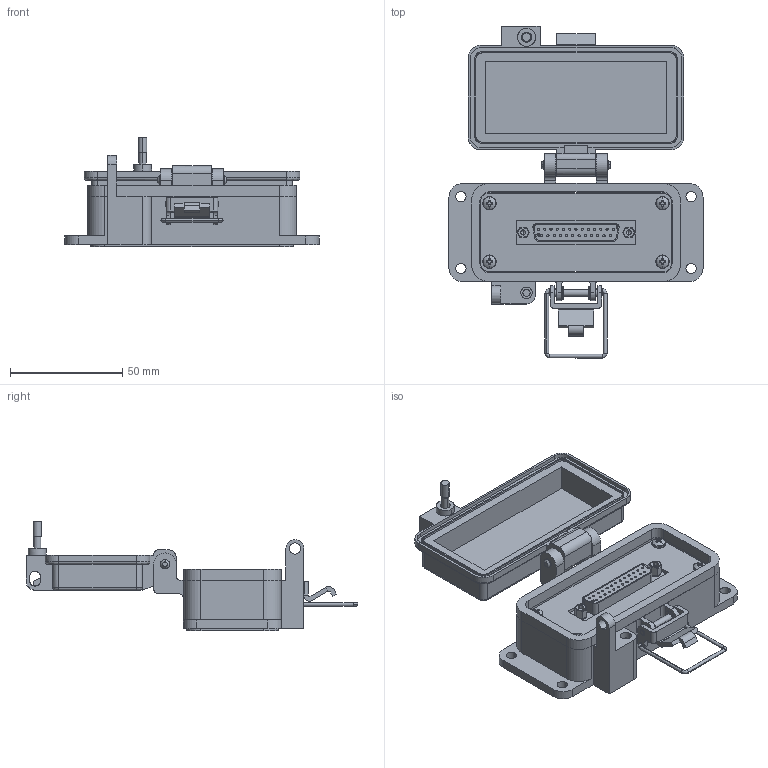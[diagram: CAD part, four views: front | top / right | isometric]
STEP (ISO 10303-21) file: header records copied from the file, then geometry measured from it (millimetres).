
FILE_DESCRIPTION (( 'STEP AP203' ), '1' );
FILE_NAME ('P-Q8-F3RX_3D.STEP', '2021-10-25T17:28:26', ( '' ), ( '' ), 'SwSTEP 2.0', 'SolidWorks 2019', '' );
FILE_SCHEMA (( 'CONFIG_CONTROL_DESIGN' ));
Length unit declared in the file: millimetre
Products named in the file (11): P-Q8-F3RX_TP060_1; Z-H-F3_B; Z-001-SPR3_16HX; -F3; Z-000-4243316TFP; Z-BULK-DB25FM; 92005A124_METRIC PAN HEAD PHILLIPS MACHINE SCREW_92005A124; P-Q8-F3RX_BP240_1; P-Q8-F3RX_FP060_1; Q8; P-Q8-F3RX_3D
Assembly tree (17 placements, depth 3):
  P-Q8-F3RX_3D
    P-Q8-F3RX_BP240_1
    P-Q8-F3RX_TP060_1
    Z-000-4243316TFP  x4
    Q8
      Z-BULK-DB25FM
      Z-001-SPR3_16HX  x2
    P-Q8-F3RX_FP060_1
    -F3
      Z-H-F3_B
    92005A124_METRIC PAN HEAD PHILLIPS MACHINE SCREW_92005A124  x4
Bounding box: 113 x 147.61 x 48.92 mm (x, y, z)
Volume: 91860.1 mm3; surface area: 72904.7 mm2
Topology: 28 solids, 28 shells, 2556 faces, 6921 edges, 4524 vertices
Faces by surface type: cylinder 1149, plane 915, bspline 324, cone 144, torus 16, sphere 8
Entity records: 74653 total; most frequent: CARTESIAN_POINT 30736, ORIENTED_EDGE 9440, DIRECTION 7995, EDGE_CURVE 4720, VERTEX_POINT 3103, VECTOR 2695, LINE 2695, AXIS2_PLACEMENT_3D 2650
